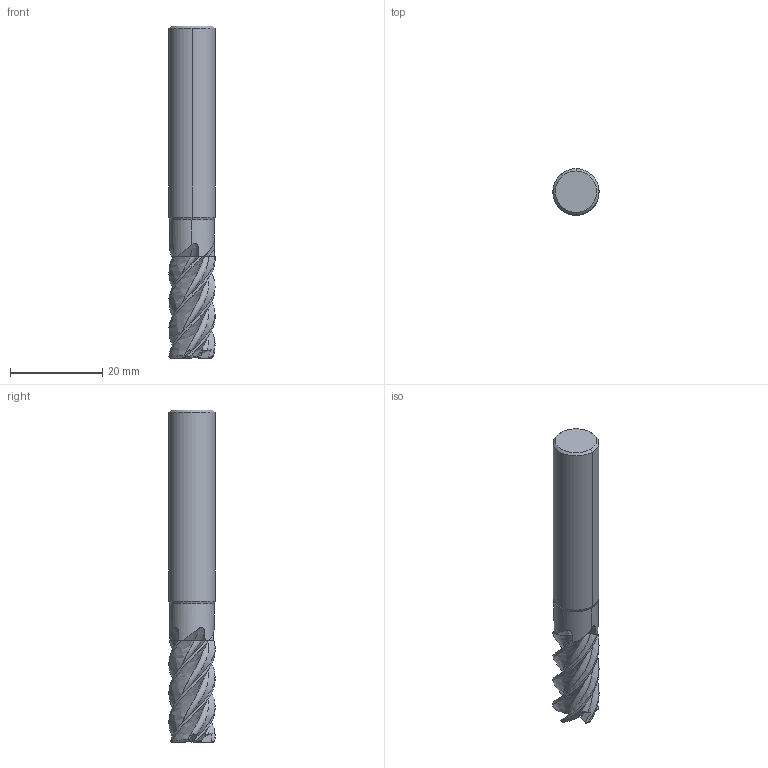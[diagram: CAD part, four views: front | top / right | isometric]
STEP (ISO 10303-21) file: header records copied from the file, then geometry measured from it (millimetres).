
FILE_DESCRIPTION(('no description'),'unknown implementation level');
FILE_NAME('EXPK1-M02-0223-10-Detail.stp',' ',('CIMSOURCE GmbH'),('CADClick - KiM GmbH - www.kimweb.de'),'unknown preprocess','ACIS','unknown authorization');
FILE_SCHEMA(('automotive_design'));
Length unit declared in the file: millimetre
Products named in the file (2): NOCUT; CUT
Bounding box: 10 x 10 x 72 mm (x, y, z)
Volume: 4785.5 mm3; surface area: 3289.7 mm2
Topology: 2 solids, 2 shells, 152 faces, 435 edges, 285 vertices
Faces by surface type: plane 62, bspline 40, cone 20, revolution 15, cylinder 10, torus 5
Entity records: 24703 total; most frequent: CARTESIAN_POINT 16287, STYLED_ITEM 874, PRESENTATION_STYLE_ASSIGNMENT 874, COLOUR_RGB 874, ORIENTED_EDGE 870, DIRECTION 571, EDGE_CURVE 435, CURVE_STYLE 435
